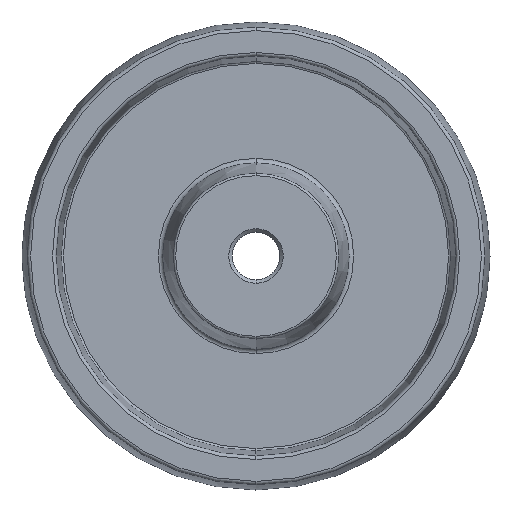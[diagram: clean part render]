
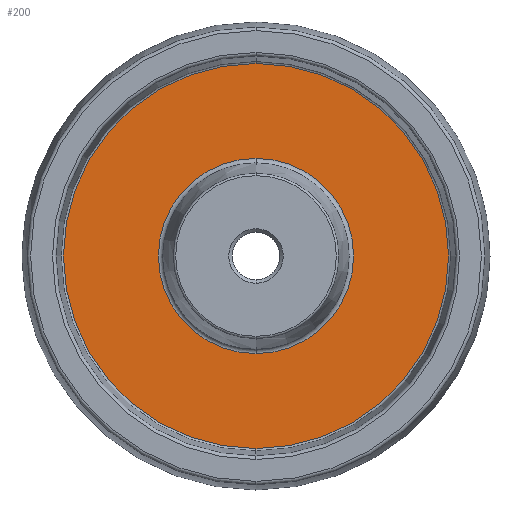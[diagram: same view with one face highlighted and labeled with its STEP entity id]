
A CAD part, left-side view. The second image highlights one B-rep face of the part: STEP entity #200.
In plain terms, the highlighted planar face has unit normal (-1, 0, 0).
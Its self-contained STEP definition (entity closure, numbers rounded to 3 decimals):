
#15 = AXIS2_PLACEMENT_3D ( 'NONE', #365, #297, #1577 ) ;
#17 = ORIENTED_EDGE ( 'NONE', *, *, #700, .T. ) ;
#71 = CARTESIAN_POINT ( 'NONE',  ( -4., 0., 42.146 ) ) ;
#156 = VERTEX_POINT ( 'NONE', #1574 ) ;
#200 = ADVANCED_FACE ( 'NONE', ( #1700, #1397 ), #1261, .T. ) ;
#227 = DIRECTION ( 'NONE',  ( -1., 0., 0. ) ) ;
#237 = DIRECTION ( 'NONE',  ( 0., 0., 1. ) ) ;
#268 = ORIENTED_EDGE ( 'NONE', *, *, #860, .T. ) ;
#297 = DIRECTION ( 'NONE',  ( 1., 0., 0. ) ) ;
#320 = CARTESIAN_POINT ( 'NONE',  ( -4., 0., 0. ) ) ;
#365 = CARTESIAN_POINT ( 'NONE',  ( -4., 0., 0. ) ) ;
#452 = VERTEX_POINT ( 'NONE', #71 ) ;
#693 = CARTESIAN_POINT ( 'NONE',  ( -4., 0., -83.107 ) ) ;
#700 = EDGE_CURVE ( 'NONE', #1820, #1468, #1551, .T. ) ;
#739 = DIRECTION ( 'NONE',  ( 1., 0., 0. ) ) ;
#744 = CIRCLE ( 'NONE', #15, 42.146 ) ;
#746 = AXIS2_PLACEMENT_3D ( 'NONE', #320, #227, #237 ) ;
#754 = EDGE_CURVE ( 'NONE', #452, #156, #744, .T. ) ;
#855 = CIRCLE ( 'NONE', #1416, 83.107 ) ;
#857 = CARTESIAN_POINT ( 'NONE',  ( -4., 0., 0. ) ) ;
#859 = AXIS2_PLACEMENT_3D ( 'NONE', #1558, #739, #1015 ) ;
#860 = EDGE_CURVE ( 'NONE', #156, #452, #1816, .T. ) ;
#893 = DIRECTION ( 'NONE',  ( 0., 0., 1. ) ) ;
#900 = EDGE_LOOP ( 'NONE', ( #936, #268 ) ) ;
#925 = AXIS2_PLACEMENT_3D ( 'NONE', #1419, #1829, #1137 ) ;
#936 = ORIENTED_EDGE ( 'NONE', *, *, #754, .T. ) ;
#990 = DIRECTION ( 'NONE',  ( -1., 0., 0. ) ) ;
#1015 = DIRECTION ( 'NONE',  ( 0., 0., 1. ) ) ;
#1137 = DIRECTION ( 'NONE',  ( 0., 0., 1. ) ) ;
#1172 = CARTESIAN_POINT ( 'NONE',  ( -4., 0., 83.107 ) ) ;
#1258 = EDGE_CURVE ( 'NONE', #1468, #1820, #855, .T. ) ;
#1261 = PLANE ( 'NONE',  #925 ) ;
#1297 = EDGE_LOOP ( 'NONE', ( #1460, #17 ) ) ;
#1397 = FACE_OUTER_BOUND ( 'NONE', #1297, .T. ) ;
#1416 = AXIS2_PLACEMENT_3D ( 'NONE', #857, #990, #893 ) ;
#1419 = CARTESIAN_POINT ( 'NONE',  ( -4., 84., 0. ) ) ;
#1460 = ORIENTED_EDGE ( 'NONE', *, *, #1258, .T. ) ;
#1468 = VERTEX_POINT ( 'NONE', #1172 ) ;
#1551 = CIRCLE ( 'NONE', #746, 83.107 ) ;
#1558 = CARTESIAN_POINT ( 'NONE',  ( -4., 0., 0. ) ) ;
#1574 = CARTESIAN_POINT ( 'NONE',  ( -4., 0., -42.146 ) ) ;
#1577 = DIRECTION ( 'NONE',  ( 0., 0., 1. ) ) ;
#1700 = FACE_BOUND ( 'NONE', #900, .T. ) ;
#1816 = CIRCLE ( 'NONE', #859, 42.146 ) ;
#1820 = VERTEX_POINT ( 'NONE', #693 ) ;
#1829 = DIRECTION ( 'NONE',  ( -1., 0., 0. ) ) ;
